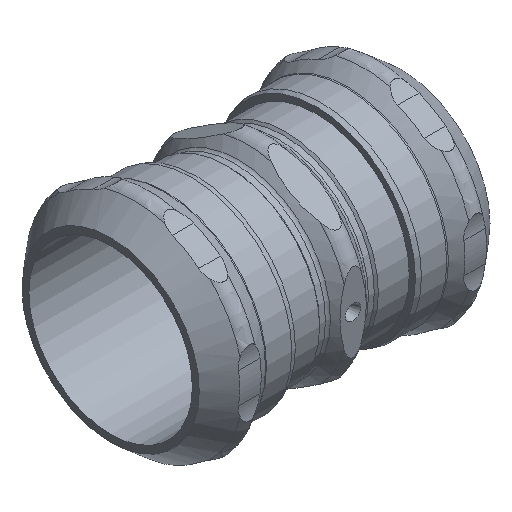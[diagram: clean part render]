
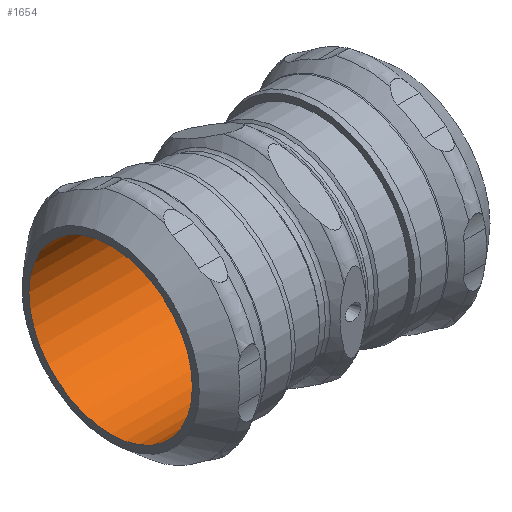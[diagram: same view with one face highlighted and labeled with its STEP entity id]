
A CAD part, isometric view. The second image highlights one B-rep face of the part: STEP entity #1654.
In plain terms, the highlighted cylindrical face has radius 16 mm (diameter 32 mm), a full revolution.
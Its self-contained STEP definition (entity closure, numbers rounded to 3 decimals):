
#264=FACE_OUTER_BOUND('',#360,.T.);
#360=EDGE_LOOP('',(#1102,#1103,#1104,#1105));
#461=LINE('',#2457,#508);
#508=VECTOR('',#1998,16.);
#557=CIRCLE('',#1777,16.);
#558=CIRCLE('',#1778,16.);
#669=VERTEX_POINT('',#2454);
#670=VERTEX_POINT('',#2456);
#841=EDGE_CURVE('',#669,#669,#557,.T.);
#842=EDGE_CURVE('',#669,#670,#461,.T.);
#843=EDGE_CURVE('',#670,#670,#558,.T.);
#1102=ORIENTED_EDGE('',*,*,#841,.F.);
#1103=ORIENTED_EDGE('',*,*,#842,.T.);
#1104=ORIENTED_EDGE('',*,*,#843,.T.);
#1105=ORIENTED_EDGE('',*,*,#842,.F.);
#1608=CYLINDRICAL_SURFACE('',#1776,16.);
#1654=ADVANCED_FACE('',(#264),#1608,.F.);
#1776=AXIS2_PLACEMENT_3D('',#2453,#1994,#1995);
#1777=AXIS2_PLACEMENT_3D('',#2455,#1996,#1997);
#1778=AXIS2_PLACEMENT_3D('',#2458,#1999,#2000);
#1994=DIRECTION('center_axis',(1.,0.,0.));
#1995=DIRECTION('ref_axis',(0.,0.,
1.));
#1996=DIRECTION('center_axis',(1.,0.,0.));
#1997=DIRECTION('ref_axis',(0.,0.,
1.));
#1998=DIRECTION('',(1.,0.,0.));
#1999=DIRECTION('center_axis',(1.,0.,0.));
#2000=DIRECTION('ref_axis',(0.,0.,1.));
#2453=CARTESIAN_POINT('Origin',(-28.45,0.,0.));
#2454=CARTESIAN_POINT('',(-28.45,0.,-16.));
#2455=CARTESIAN_POINT('Origin',(-28.45,0.,0.));
#2456=CARTESIAN_POINT('',(-0.95,0.,-16.));
#2457=CARTESIAN_POINT('',(-28.45,0.,-16.));
#2458=CARTESIAN_POINT('Origin',(-0.95,0.,
0.));
